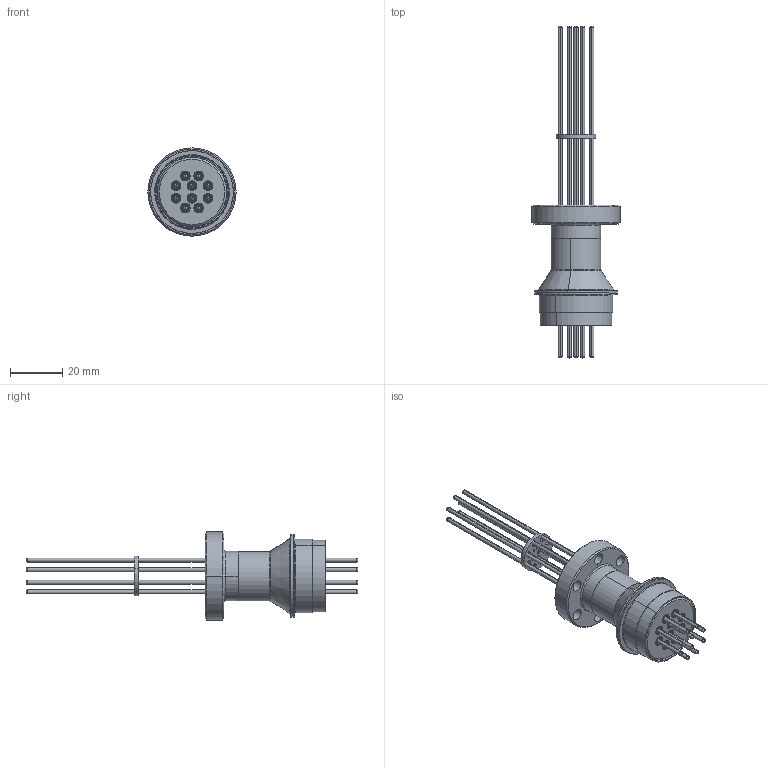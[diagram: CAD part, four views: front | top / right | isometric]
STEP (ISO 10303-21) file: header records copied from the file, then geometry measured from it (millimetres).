
FILE_DESCRIPTION (( 'STEP AP203' ), '1' );
FILE_NAME ('10236-02-CF.STEP', '2025-10-08T17:02:27', ( '' ), ( '' ), 'SwSTEP 2.0', 'SolidWorks 2023', '' );
FILE_SCHEMA (( 'CONFIG_CONTROL_DESIGN' ));
Length unit declared in the file: inch
Products named in the file (9): 25603_02; 06863_01; 10392_01; 11387_01; 11386_01; 26843_01; 03116_01; 11388_01; 10236-02-CF
Assembly tree (26 placements, depth 3):
  10236-02-CF
    10392_01
      11386_01
      25603_02
      11388_01  x10
      11387_01  x10
      03116_01
    26843_01
    06863_01
Bounding box: 33.78 x 127 x 33.78 mm (x, y, z)
Volume: 12166 mm3; surface area: 19244.6 mm2
Topology: 25 solids, 25 shells, 352 faces, 740 edges, 444 vertices
Faces by surface type: cylinder 170, cone 76, plane 56, torus 50
Entity records: 7101 total; most frequent: DIRECTION 1152, CARTESIAN_POINT 918, ORIENTED_EDGE 868, AXIS2_PLACEMENT_3D 498, EDGE_CURVE 434, CIRCLE 278, VERTEX_POINT 264, EDGE_LOOP 264
